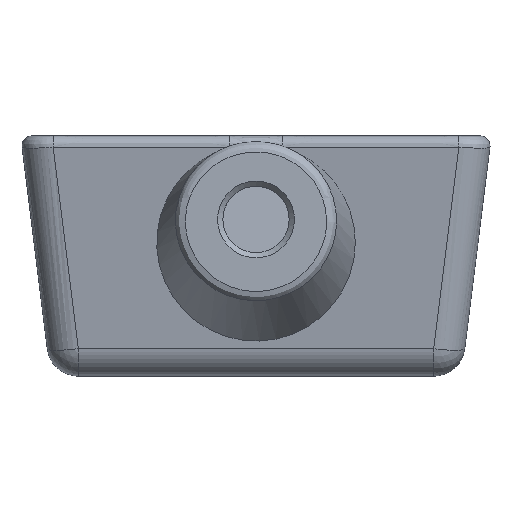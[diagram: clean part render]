
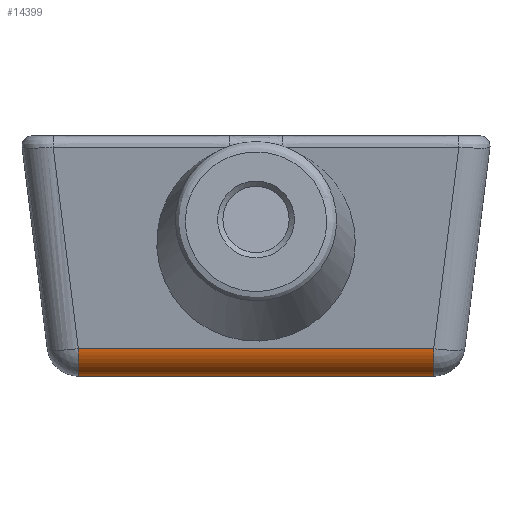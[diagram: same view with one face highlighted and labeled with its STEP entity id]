
A CAD part, front view. The second image highlights one B-rep face of the part: STEP entity #14399.
In plain terms, the highlighted free-form (B-spline) face has degree [2, 1] with [3, 2] control points.
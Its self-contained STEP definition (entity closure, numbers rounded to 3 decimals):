
#9957 = OFFSET_SURFACE('',#9958,-3.,.F.);
#9958 = B_SPLINE_SURFACE_WITH_KNOTS('',2,2,(
    (#9959,#9960,#9961,#9962,#9963)
    ,(#9964,#9965,#9966,#9967,#9968)
    ,(#9969,#9970,#9971,#9972,#9973)
    ,(#9974,#9975,#9976,#9977,#9978)
    ,(#9979,#9980,#9981,#9982,#9983
    )),.UNSPECIFIED.,.F.,.F.,.F.,(3,1,1,3),(3,1,1,3),(-8.5,0.,39.,47.5),
  (-0.249,0.,1.,1.249),.UNSPECIFIED.);
#9959 = CARTESIAN_POINT('',(24.875,-16.375,-25.));
#9960 = CARTESIAN_POINT('',(25.189,-16.689,
    -22.491));
#9961 = CARTESIAN_POINT('',(26.75,-18.25,-10.));
#9962 = CARTESIAN_POINT('',(28.311,-19.811,
    2.491));
#9963 = CARTESIAN_POINT('',(28.625,-20.125,5.));
#9964 = CARTESIAN_POINT('',(19.947,-16.377,
    -24.982));
#9965 = CARTESIAN_POINT('',(20.326,-16.689,
    -22.491));
#9966 = CARTESIAN_POINT('',(22.228,-18.25,-10.));
#9967 = CARTESIAN_POINT('',(24.129,-19.811,
    2.491));
#9968 = CARTESIAN_POINT('',(24.508,-20.123,
    4.982));
#9969 = CARTESIAN_POINT('',(0.,-16.37,-25.038));
#9970 = CARTESIAN_POINT('',(0.,-16.689,-22.491));
#9971 = CARTESIAN_POINT('',(0.,-18.25,-10.));
#9972 = CARTESIAN_POINT('',(0.,-19.811,2.491));
#9973 = CARTESIAN_POINT('',(0.,-20.13,5.038));
#9974 = CARTESIAN_POINT('',(-19.947,-16.377,
    -24.982));
#9975 = CARTESIAN_POINT('',(-20.326,-16.689,
    -22.491));
#9976 = CARTESIAN_POINT('',(-22.228,-18.25,-10.));
#9977 = CARTESIAN_POINT('',(-24.129,-19.811,
    2.491));
#9978 = CARTESIAN_POINT('',(-24.508,-20.123,
    4.982));
#9979 = CARTESIAN_POINT('',(-24.875,-16.375,-25.));
#9980 = CARTESIAN_POINT('',(-25.189,-16.689,
    -22.491));
#9981 = CARTESIAN_POINT('',(-26.75,-18.25,-10.));
#9982 = CARTESIAN_POINT('',(-28.311,-19.811,
    2.491));
#9983 = CARTESIAN_POINT('',(-28.625,-20.125,5.));
#12933 = VERTEX_POINT('',#12934);
#12934 = CARTESIAN_POINT('',(-17.,-19.977,-20.372));
#12975 = SPHERICAL_SURFACE('',#12976,3.);
#12976 = AXIS2_PLACEMENT_3D('',#12977,#12978,#12979);
#12977 = CARTESIAN_POINT('',(-17.,-17.,-20.));
#12978 = DIRECTION('',(-0.73,-0.085,
    0.678));
#12979 = DIRECTION('',(0.539,0.539,0.648));
#13059 = VERTEX_POINT('',#13060);
#13060 = CARTESIAN_POINT('',(17.,-19.977,-20.372));
#13080 = EDGE_CURVE('',#13059,#12933,#13081,.T.);
#13081 = SURFACE_CURVE('',#13082,(#13085,#13091),.PCURVE_S1.);
#13082 = B_SPLINE_CURVE_WITH_KNOTS('',1,(#13083,#13084),.UNSPECIFIED.,
  .F.,.F.,(2,2),(0.,34.),.PIECEWISE_BEZIER_KNOTS.);
#13083 = CARTESIAN_POINT('',(17.,-19.977,-20.372));
#13084 = CARTESIAN_POINT('',(-17.,-19.977,-20.372));
#13085 = PCURVE('',#9957,#13086);
#13086 = DEFINITIONAL_REPRESENTATION('',(#13087),#13090);
#13087 = B_SPLINE_CURVE_WITH_KNOTS('',1,(#13088,#13089),.UNSPECIFIED.,
  .F.,.F.,(2,2),(0.,34.),.PIECEWISE_BEZIER_KNOTS.);
#13088 = CARTESIAN_POINT('',(0.,0.));
#13089 = CARTESIAN_POINT('',(39.,0.));
#13090 = ( GEOMETRIC_REPRESENTATION_CONTEXT(2) 
PARAMETRIC_REPRESENTATION_CONTEXT() REPRESENTATION_CONTEXT('2D SPACE',''
  ) );
#13091 = PCURVE('',#13092,#13099);
#13092 = ( BOUNDED_SURFACE() B_SPLINE_SURFACE(2,1,(
    (#13093,#13094)
    ,(#13095,#13096)
    ,(#13097,#13098
)),.UNSPECIFIED.,.F.,.F.,.F.) B_SPLINE_SURFACE_WITH_KNOTS((3,3),(2,2),(
    0.,1.),(0.,34.),.PIECEWISE_BEZIER_KNOTS.) 
GEOMETRIC_REPRESENTATION_ITEM() RATIONAL_B_SPLINE_SURFACE((
    (1.,1.)
    ,(0.75,0.75)
,(1.,1.))) REPRESENTATION_ITEM('') SURFACE() );
#13093 = CARTESIAN_POINT('',(17.,-17.,-23.));
#13094 = CARTESIAN_POINT('',(-17.,-17.,-23.));
#13095 = CARTESIAN_POINT('',(17.,-19.648,-23.));
#13096 = CARTESIAN_POINT('',(-17.,-19.648,-23.));
#13097 = CARTESIAN_POINT('',(17.,-19.977,-20.372));
#13098 = CARTESIAN_POINT('',(-17.,-19.977,-20.372));
#13099 = DEFINITIONAL_REPRESENTATION('',(#13100),#13104);
#13100 = LINE('',#13101,#13102);
#13101 = CARTESIAN_POINT('',(1.,0.));
#13102 = VECTOR('',#13103,1.);
#13103 = DIRECTION('',(0.,1.));
#13104 = ( GEOMETRIC_REPRESENTATION_CONTEXT(2) 
PARAMETRIC_REPRESENTATION_CONTEXT() REPRESENTATION_CONTEXT('2D SPACE',''
  ) );
#13765 = SPHERICAL_SURFACE('',#13766,3.);
#13766 = AXIS2_PLACEMENT_3D('',#13767,#13768,#13769);
#13767 = CARTESIAN_POINT('',(17.,-17.,-20.));
#13768 = DIRECTION('',(0.085,-0.73,0.678
    ));
#13769 = DIRECTION('',(-0.539,0.539,0.648));
#14250 = EDGE_CURVE('',#14251,#12933,#14253,.T.);
#14251 = VERTEX_POINT('',#14252);
#14252 = CARTESIAN_POINT('',(-17.,-17.,-23.));
#14253 = SURFACE_CURVE('',#14254,(#14264,#14286),.PCURVE_S1.);
#14254 = B_SPLINE_CURVE_WITH_KNOTS('',8,(#14255,#14256,#14257,#14258,
    #14259,#14260,#14261,#14262,#14263),.UNSPECIFIED.,.F.,.F.,(9,9),(0.,
    1.),.PIECEWISE_BEZIER_KNOTS.);
#14255 = CARTESIAN_POINT('',(-17.,-17.,-23.));
#14256 = CARTESIAN_POINT('',(-17.,-17.496,-23.));
#14257 = CARTESIAN_POINT('',(-17.,-18.028,-22.906));
#14258 = CARTESIAN_POINT('',(-17.,-18.568,-22.695));
#14259 = CARTESIAN_POINT('',(-17.,-19.076,-22.352));
#14260 = CARTESIAN_POINT('',(-17.,-19.48,-21.89));
#14261 = CARTESIAN_POINT('',(-17.,-19.756,-21.381));
#14262 = CARTESIAN_POINT('',(-17.,-19.915,-20.865));
#14263 = CARTESIAN_POINT('',(-17.,-19.977,-20.372));
#14264 = PCURVE('',#12975,#14265);
#14265 = DEFINITIONAL_REPRESENTATION('',(#14266),#14285);
#14266 = B_SPLINE_CURVE_WITH_KNOTS('',9,(#14267,#14268,#14269,#14270,
    #14271,#14272,#14273,#14274,#14275,#14276,#14277,#14278,#14279,
    #14280,#14281,#14282,#14283,#14284),.UNSPECIFIED.,.F.,.F.,(10,8,10),
  (0.,0.5,1.),.UNSPECIFIED.);
#14267 = CARTESIAN_POINT('',(2.649,-0.745));
#14268 = CARTESIAN_POINT('',(2.748,-0.736));
#14269 = CARTESIAN_POINT('',(2.849,-0.722));
#14270 = CARTESIAN_POINT('',(2.949,-0.702));
#14271 = CARTESIAN_POINT('',(3.048,-0.675));
#14272 = CARTESIAN_POINT('',(3.143,-0.642));
#14273 = CARTESIAN_POINT('',(3.233,-0.605));
#14274 = CARTESIAN_POINT('',(3.319,-0.563));
#14275 = CARTESIAN_POINT('',(3.4,-0.517));
#14276 = CARTESIAN_POINT('',(3.555,-0.421));
#14277 = CARTESIAN_POINT('',(3.628,-0.37));
#14278 = CARTESIAN_POINT('',(3.696,-0.317));
#14279 = CARTESIAN_POINT('',(3.762,-0.263));
#14280 = CARTESIAN_POINT('',(3.824,-0.209));
#14281 = CARTESIAN_POINT('',(3.884,-0.155));
#14282 = CARTESIAN_POINT('',(3.941,-0.102));
#14283 = CARTESIAN_POINT('',(3.996,-0.05));
#14284 = CARTESIAN_POINT('',(4.05,0.));
#14285 = ( GEOMETRIC_REPRESENTATION_CONTEXT(2) 
PARAMETRIC_REPRESENTATION_CONTEXT() REPRESENTATION_CONTEXT('2D SPACE',''
  ) );
#14286 = PCURVE('',#13092,#14287);
#14287 = DEFINITIONAL_REPRESENTATION('',(#14288),#14292);
#14288 = LINE('',#14289,#14290);
#14289 = CARTESIAN_POINT('',(0.,34.));
#14290 = VECTOR('',#14291,1.);
#14291 = DIRECTION('',(1.,0.));
#14292 = ( GEOMETRIC_REPRESENTATION_CONTEXT(2) 
PARAMETRIC_REPRESENTATION_CONTEXT() REPRESENTATION_CONTEXT('2D SPACE',''
  ) );
#14350 = PLANE('',#14351);
#14351 = AXIS2_PLACEMENT_3D('',#14352,#14353,#14354);
#14352 = CARTESIAN_POINT('',(0.,0.,-23.));
#14353 = DIRECTION('',(-0.,-0.,-1.));
#14354 = DIRECTION('',(-1.,0.,0.));
#14399 = ADVANCED_FACE('',(#14400),#13092,.T.);
#14400 = FACE_BOUND('',#14401,.T.);
#14401 = EDGE_LOOP('',(#14402,#14425,#14461,#14462));
#14402 = ORIENTED_EDGE('',*,*,#14403,.F.);
#14403 = EDGE_CURVE('',#14404,#14251,#14406,.T.);
#14404 = VERTEX_POINT('',#14405);
#14405 = CARTESIAN_POINT('',(17.,-17.,-23.));
#14406 = SURFACE_CURVE('',#14407,(#14411,#14418),.PCURVE_S1.);
#14407 = LINE('',#14408,#14409);
#14408 = CARTESIAN_POINT('',(17.,-17.,-23.));
#14409 = VECTOR('',#14410,1.);
#14410 = DIRECTION('',(-1.,0.,0.));
#14411 = PCURVE('',#13092,#14412);
#14412 = DEFINITIONAL_REPRESENTATION('',(#14413),#14417);
#14413 = LINE('',#14414,#14415);
#14414 = CARTESIAN_POINT('',(0.,0.));
#14415 = VECTOR('',#14416,1.);
#14416 = DIRECTION('',(0.,1.));
#14417 = ( GEOMETRIC_REPRESENTATION_CONTEXT(2) 
PARAMETRIC_REPRESENTATION_CONTEXT() REPRESENTATION_CONTEXT('2D SPACE',''
  ) );
#14418 = PCURVE('',#14350,#14419);
#14419 = DEFINITIONAL_REPRESENTATION('',(#14420),#14424);
#14420 = LINE('',#14421,#14422);
#14421 = CARTESIAN_POINT('',(-17.,-17.));
#14422 = VECTOR('',#14423,1.);
#14423 = DIRECTION('',(1.,0.));
#14424 = ( GEOMETRIC_REPRESENTATION_CONTEXT(2) 
PARAMETRIC_REPRESENTATION_CONTEXT() REPRESENTATION_CONTEXT('2D SPACE',''
  ) );
#14425 = ORIENTED_EDGE('',*,*,#14426,.T.);
#14426 = EDGE_CURVE('',#14404,#13059,#14427,.T.);
#14427 = SURFACE_CURVE('',#14428,(#14438,#14445),.PCURVE_S1.);
#14428 = B_SPLINE_CURVE_WITH_KNOTS('',8,(#14429,#14430,#14431,#14432,
    #14433,#14434,#14435,#14436,#14437),.UNSPECIFIED.,.F.,.F.,(9,9),(0.,
    1.),.PIECEWISE_BEZIER_KNOTS.);
#14429 = CARTESIAN_POINT('',(17.,-17.,-23.));
#14430 = CARTESIAN_POINT('',(17.,-17.496,-23.));
#14431 = CARTESIAN_POINT('',(17.,-18.028,-22.906));
#14432 = CARTESIAN_POINT('',(17.,-18.568,-22.695));
#14433 = CARTESIAN_POINT('',(17.,-19.076,-22.352));
#14434 = CARTESIAN_POINT('',(17.,-19.48,-21.89));
#14435 = CARTESIAN_POINT('',(17.,-19.756,-21.381));
#14436 = CARTESIAN_POINT('',(17.,-19.915,-20.865));
#14437 = CARTESIAN_POINT('',(17.,-19.977,-20.372));
#14438 = PCURVE('',#13092,#14439);
#14439 = DEFINITIONAL_REPRESENTATION('',(#14440),#14444);
#14440 = LINE('',#14441,#14442);
#14441 = CARTESIAN_POINT('',(0.,0.));
#14442 = VECTOR('',#14443,1.);
#14443 = DIRECTION('',(1.,0.));
#14444 = ( GEOMETRIC_REPRESENTATION_CONTEXT(2) 
PARAMETRIC_REPRESENTATION_CONTEXT() REPRESENTATION_CONTEXT('2D SPACE',''
  ) );
#14445 = PCURVE('',#13765,#14446);
#14446 = DEFINITIONAL_REPRESENTATION('',(#14447),#14460);
#14447 = B_SPLINE_CURVE_WITH_KNOTS('',11,(#14448,#14449,#14450,#14451,
    #14452,#14453,#14454,#14455,#14456,#14457,#14458,#14459),
  .UNSPECIFIED.,.F.,.F.,(12,12),(0.,1.),.PIECEWISE_BEZIER_KNOTS.);
#14448 = CARTESIAN_POINT('',(2.649,-0.745));
#14449 = CARTESIAN_POINT('',(2.63,-0.625));
#14450 = CARTESIAN_POINT('',(2.615,-0.499));
#14451 = CARTESIAN_POINT('',(2.602,-0.368));
#14452 = CARTESIAN_POINT('',(2.589,-0.233));
#14453 = CARTESIAN_POINT('',(2.578,-0.094));
#14454 = CARTESIAN_POINT('',(2.567,0.045));
#14455 = CARTESIAN_POINT('',(2.556,0.183));
#14456 = CARTESIAN_POINT('',(2.544,0.319));
#14457 = CARTESIAN_POINT('',(2.531,0.45));
#14458 = CARTESIAN_POINT('',(2.517,0.576));
#14459 = CARTESIAN_POINT('',(2.499,0.695));
#14460 = ( GEOMETRIC_REPRESENTATION_CONTEXT(2) 
PARAMETRIC_REPRESENTATION_CONTEXT() REPRESENTATION_CONTEXT('2D SPACE',''
  ) );
#14461 = ORIENTED_EDGE('',*,*,#13080,.T.);
#14462 = ORIENTED_EDGE('',*,*,#14250,.F.);
